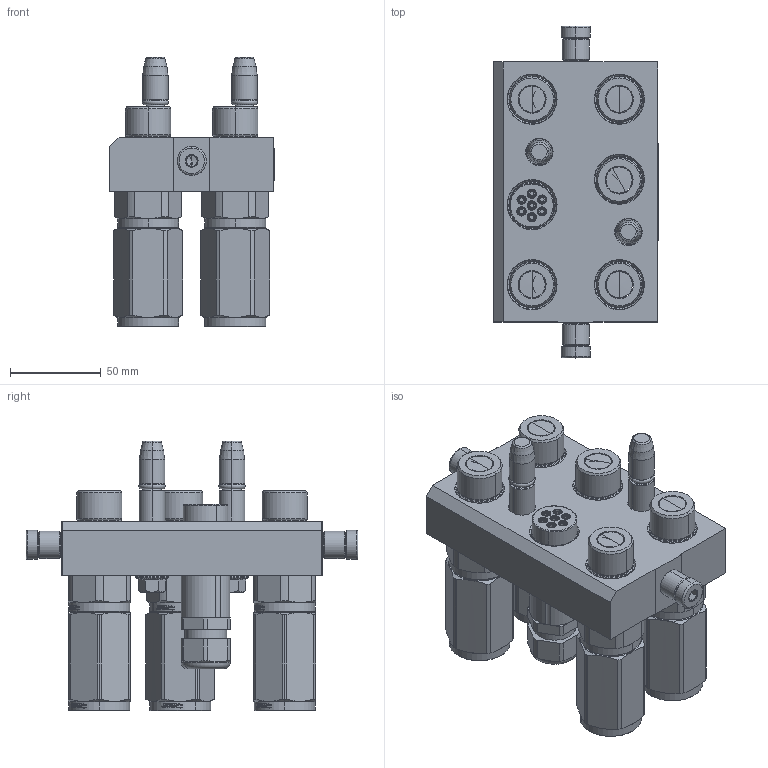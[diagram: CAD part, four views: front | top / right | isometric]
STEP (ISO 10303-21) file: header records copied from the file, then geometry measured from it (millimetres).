
FILE_DESCRIPTION (( 'STEP AP214' ), '1' );
FILE_NAME ('FASTER.step', '2021-04-06T14:29:07', ( '' ), ( '' ), 'SwSTEP 2.0', 'SolidWorks 2017', '' );
FILE_SCHEMA (( 'AUTOMOTIVE_DESIGN' ));
Length unit declared in the file: millimetre
Products named in the file (14): P608_M_BASE; 1540_080_0008_000; 4830_044_0000_000; FASTER; 4850_010_0000_010; 4830_021_0000_000; 4830_013_3000_030; 3ffnp12-12s_m; conn_7p_m; corspel08-7_m; 4830_028_1000_011; or2_62x9_19_m; et002
Assembly tree (24 placements, depth 3):
  FASTER
    P608_M_BASE
      4850_010_0000_010
      4830_021_0000_000  x2
      4830_013_3000_030  x2
      4830_028_1000_011  x2
      1540_080_0008_000  x2
      or2_62x9_19_m  x2
    3ffnp12-12s_m  x5
      3ffnp12-12s_m
    conn_7p_m
      4830_044_0000_000  x3
      corspel08-7_m
    et002
Bounding box: 90.3 x 182.6 x 148.2 mm (x, y, z)
Volume: 2873.9 mm3; surface area: 173646.3 mm2
Topology: 5 solids, 79 shells, 2943 faces, 8714 edges, 5756 vertices
Faces by surface type: plane 1598, cylinder 531, cone 452, bspline 184, torus 172, sphere 6
Entity records: 64720 total; most frequent: CARTESIAN_POINT 15955, ORIENTED_EDGE 9035, DIRECTION 8543, EDGE_CURVE 4736, LINE 3307, VECTOR 3307, VERTEX_POINT 3108, AXIS2_PLACEMENT_3D 2618
